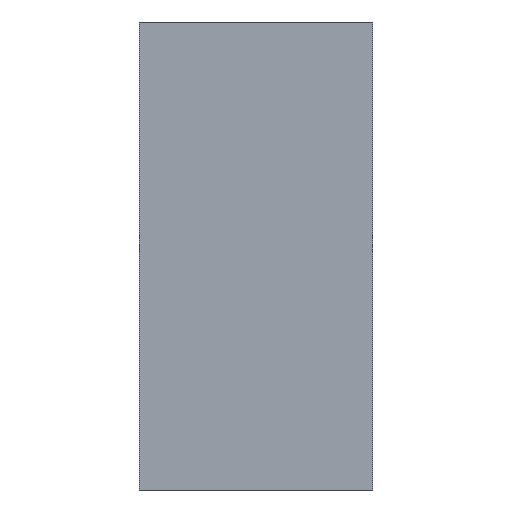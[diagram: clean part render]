
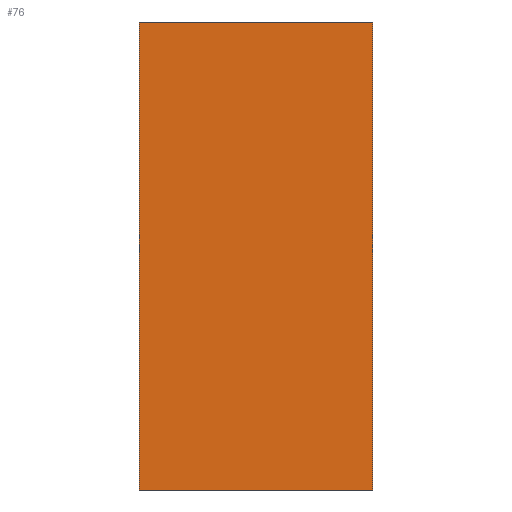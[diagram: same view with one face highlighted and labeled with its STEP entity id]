
A CAD part, front view. The second image highlights one B-rep face of the part: STEP entity #76.
In plain terms, the highlighted planar face has unit normal (0, -1, 0).
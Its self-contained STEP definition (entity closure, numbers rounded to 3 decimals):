
#76 = ADVANCED_FACE( '', ( #86 ), #87, .T. );
#86 = FACE_OUTER_BOUND( '', #108, .T. );
#87 = PLANE( '', #109 );
#108 = EDGE_LOOP( '', ( #135, #136, #137, #138 ) );
#109 = AXIS2_PLACEMENT_3D( '', #139, #140, #141 );
#135 = ORIENTED_EDGE( '', *, *, #188, .F. );
#136 = ORIENTED_EDGE( '', *, *, #189, .F. );
#137 = ORIENTED_EDGE( '', *, *, #190, .T. );
#138 = ORIENTED_EDGE( '', *, *, #191, .T. );
#139 = CARTESIAN_POINT( '', ( 14., -14.5, 32.2 ) );
#140 = DIRECTION( '', ( 0., -1., 0. ) );
#141 = DIRECTION( '', ( 0., 0., -1. ) );
#188 = EDGE_CURVE( '', #208, #209, #210, .T. );
#189 = EDGE_CURVE( '', #211, #208, #212, .T. );
#190 = EDGE_CURVE( '', #211, #213, #214, .T. );
#191 = EDGE_CURVE( '', #213, #209, #215, .T. );
#208 = VERTEX_POINT( '', #240 );
#209 = VERTEX_POINT( '', #241 );
#210 = LINE( '', #242, #243 );
#211 = VERTEX_POINT( '', #244 );
#212 = LINE( '', #245, #246 );
#213 = VERTEX_POINT( '', #247 );
#214 = LINE( '', #248, #249 );
#215 = LINE( '', #250, #251 );
#240 = CARTESIAN_POINT( '', ( 10., -14.5, 24.2 ) );
#241 = CARTESIAN_POINT( '', ( 10., -14.5, 32.2 ) );
#242 = CARTESIAN_POINT( '', ( 10., -14.5, 32.2 ) );
#243 = VECTOR( '', #272, 1000. );
#244 = CARTESIAN_POINT( '', ( 14., -14.5, 24.2 ) );
#245 = CARTESIAN_POINT( '', ( 14., -14.5, 24.2 ) );
#246 = VECTOR( '', #273, 1000. );
#247 = CARTESIAN_POINT( '', ( 14., -14.5, 32.2 ) );
#248 = CARTESIAN_POINT( '', ( 14., -14.5, 32.2 ) );
#249 = VECTOR( '', #274, 1000. );
#250 = CARTESIAN_POINT( '', ( 14., -14.5, 32.2 ) );
#251 = VECTOR( '', #275, 1000. );
#272 = DIRECTION( '', ( 0., 0., 1. ) );
#273 = DIRECTION( '', ( -1., 0., 0. ) );
#274 = DIRECTION( '', ( 0., 0., 1. ) );
#275 = DIRECTION( '', ( -1., 0., 0. ) );
